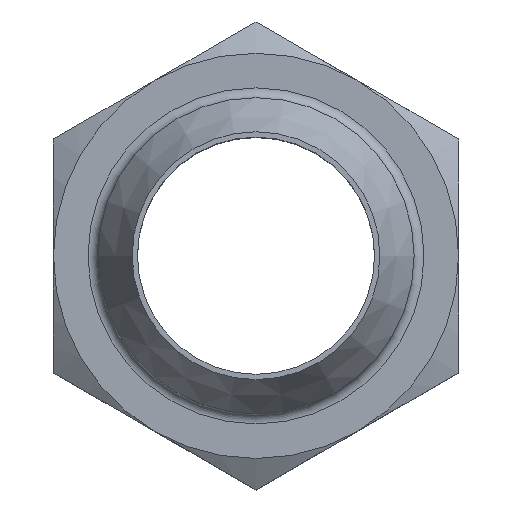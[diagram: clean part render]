
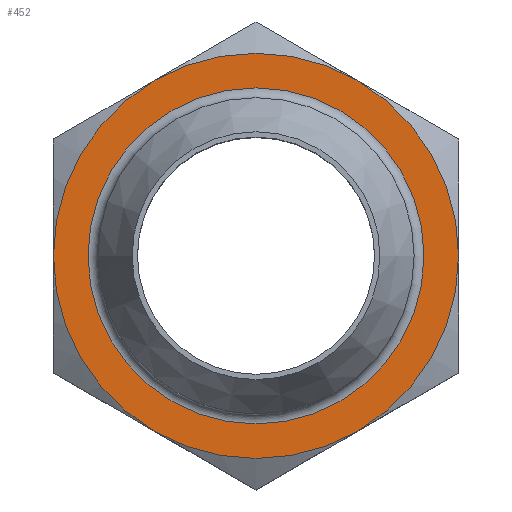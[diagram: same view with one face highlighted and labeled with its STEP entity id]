
A CAD part, top view. The second image highlights one B-rep face of the part: STEP entity #452.
In plain terms, the highlighted planar face has unit normal (0, 0, 1).
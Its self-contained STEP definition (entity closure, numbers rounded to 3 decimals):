
#43=PLANE('',#524);
#55=CIRCLE('',#485,20.5);
#56=CIRCLE('',#487,20.5);
#57=CIRCLE('',#489,20.5);
#58=CIRCLE('',#491,20.5);
#59=CIRCLE('',#493,20.5);
#74=CIRCLE('',#523,20.5);
#75=CIRCLE('',#525,17.);
#144=ORIENTED_EDGE('',*,*,#240,.T.);
#145=ORIENTED_EDGE('',*,*,#238,.F.);
#146=ORIENTED_EDGE('',*,*,#210,.F.);
#147=ORIENTED_EDGE('',*,*,#208,.F.);
#148=ORIENTED_EDGE('',*,*,#219,.F.);
#149=ORIENTED_EDGE('',*,*,#216,.F.);
#150=ORIENTED_EDGE('',*,*,#213,.F.);
#208=EDGE_CURVE('',#261,#260,#55,.T.);
#210=EDGE_CURVE('',#260,#263,#56,.T.);
#213=EDGE_CURVE('',#264,#266,#57,.T.);
#216=EDGE_CURVE('',#266,#268,#58,.T.);
#219=EDGE_CURVE('',#268,#261,#59,.T.);
#238=EDGE_CURVE('',#263,#264,#74,.T.);
#240=EDGE_CURVE('',#285,#285,#75,.T.);
#260=VERTEX_POINT('',#736);
#261=VERTEX_POINT('',#742);
#263=VERTEX_POINT('',#751);
#264=VERTEX_POINT('',#762);
#266=VERTEX_POINT('',#765);
#268=VERTEX_POINT('',#777);
#285=VERTEX_POINT('',#859);
#349=EDGE_LOOP('',(#144));
#350=EDGE_LOOP('',(#145,#146,#147,#148,#149,#150));
#399=FACE_BOUND('',#349,.T.);
#400=FACE_BOUND('',#350,.T.);
#452=ADVANCED_FACE('',(#399,#400),#43,.T.);
#485=AXIS2_PLACEMENT_3D('',#743,#559,#560);
#487=AXIS2_PLACEMENT_3D('',#750,#563,#564);
#489=AXIS2_PLACEMENT_3D('',#764,#567,#568);
#491=AXIS2_PLACEMENT_3D('',#776,#571,#572);
#493=AXIS2_PLACEMENT_3D('',#789,#575,#576);
#523=AXIS2_PLACEMENT_3D('',#852,#635,#636);
#524=AXIS2_PLACEMENT_3D('',#857,#637,#638);
#525=AXIS2_PLACEMENT_3D('',#858,#639,#640);
#559=DIRECTION('',(0.,0.,-1.));
#560=DIRECTION('',(-1.,0.,0.));
#563=DIRECTION('',(0.,0.,-1.));
#564=DIRECTION('',(-1.,0.,0.));
#567=DIRECTION('',(0.,0.,-1.));
#568=DIRECTION('',(-1.,0.,0.));
#571=DIRECTION('',(0.,0.,-1.));
#572=DIRECTION('',(-1.,0.,0.));
#575=DIRECTION('',(0.,0.,-1.));
#576=DIRECTION('',(-1.,0.,0.));
#635=DIRECTION('',(0.,0.,-1.));
#636=DIRECTION('',(-1.,0.,0.));
#637=DIRECTION('',(0.,0.,1.));
#638=DIRECTION('',(1.,0.,0.));
#639=DIRECTION('',(0.,0.,-1.));
#640=DIRECTION('',(-1.,0.,0.));
#736=CARTESIAN_POINT('',(-20.5,0.,-12.));
#742=CARTESIAN_POINT('',(-10.25,-17.754,-12.));
#743=CARTESIAN_POINT('',(0.,0.,-12.));
#750=CARTESIAN_POINT('',(0.,0.,-12.));
#751=CARTESIAN_POINT('',(-10.25,17.754,-12.));
#762=CARTESIAN_POINT('',(10.25,17.754,-12.));
#764=CARTESIAN_POINT('',(0.,0.,-12.));
#765=CARTESIAN_POINT('',(20.5,0.,-12.));
#776=CARTESIAN_POINT('',(0.,0.,-12.));
#777=CARTESIAN_POINT('',(10.25,-17.754,-12.));
#789=CARTESIAN_POINT('',(0.,0.,-12.));
#852=CARTESIAN_POINT('',(0.,0.,-12.));
#857=CARTESIAN_POINT('',(0.,20.5,-12.));
#858=CARTESIAN_POINT('',(0.,0.,-12.));
#859=CARTESIAN_POINT('',(-17.,0.,-12.));
